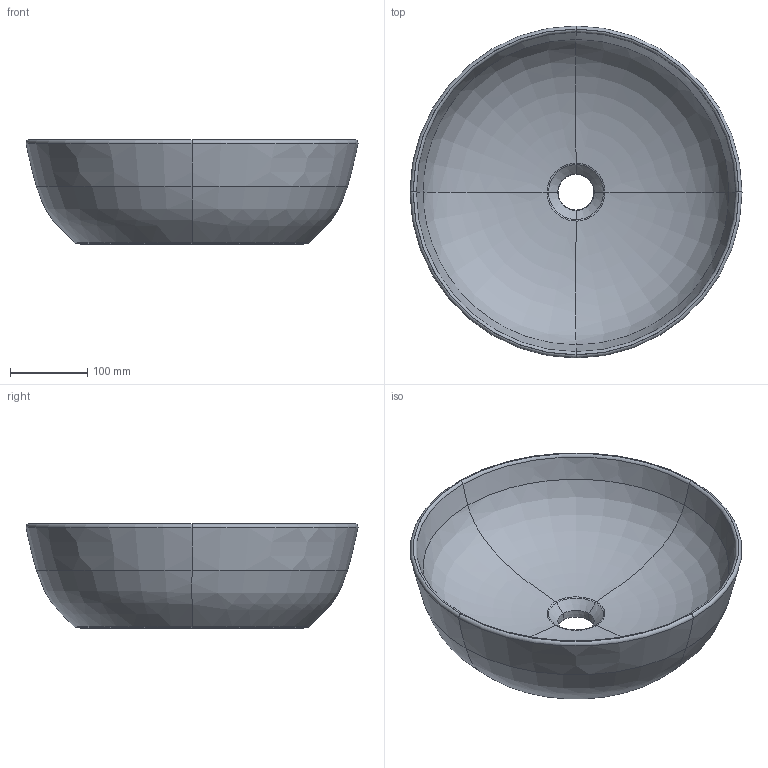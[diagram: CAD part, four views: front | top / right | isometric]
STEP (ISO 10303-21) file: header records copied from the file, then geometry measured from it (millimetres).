
FILE_DESCRIPTION(/* description */ (''),/* implementation_level */ '2;1');
FILE_NAME(/* name */ '417943_4179U4.stp',/* time_stamp */ '2020-10-27T12:30:06+01:00',/* author */ (''),/* organization */ (''),/* preprocessor_version */ 'ST-DEVELOPER v16.7',/* originating_system */ 'SIEMENS PLM Software NX 1863',/* authorisation */ '');
FILE_SCHEMA (('AUTOMOTIVE_DESIGN { 1 0 10303 214 3 1 1 1 }'));
Length unit declared in the file: millimetre
Products named in the file (1): Conz181C46BBuig9
Bounding box: 430.42 x 430.42 x 135 mm (x, y, z)
Volume: 5569911.6 mm3; surface area: 467533.3 mm2
Topology: 1 solids, 1 shells, 116 faces, 261 edges, 149 vertices
Faces by surface type: bspline 64, torus 16, cone 12, plane 8, extrusion 8, cylinder 4, revolution 4
Entity records: 6358 total; most frequent: CARTESIAN_POINT 4204, ORIENTED_EDGE 522, DIRECTION 310, EDGE_CURVE 261, B_SPLINE_CURVE_WITH_KNOTS 151, VERTEX_POINT 149, AXIS2_PLACEMENT_3D 135, EDGE_LOOP 120
